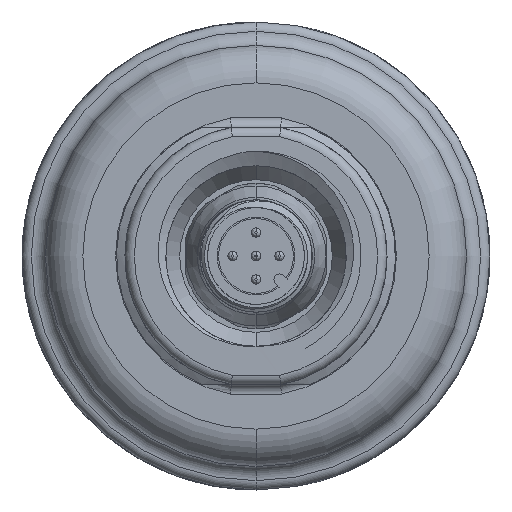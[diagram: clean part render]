
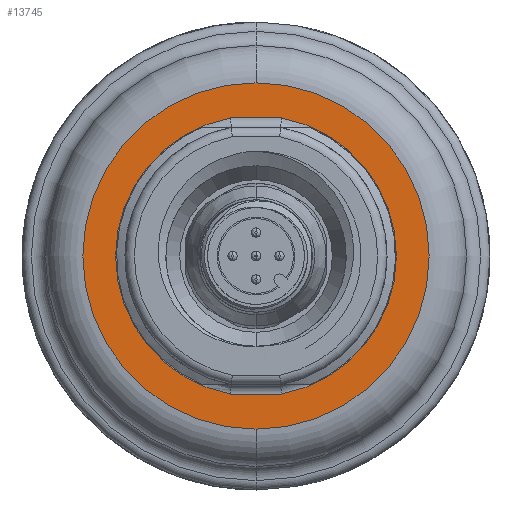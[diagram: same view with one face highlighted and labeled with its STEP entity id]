
A CAD part, front view. The second image highlights one B-rep face of the part: STEP entity #13745.
In plain terms, the highlighted planar face has unit normal (0, -1, 0).
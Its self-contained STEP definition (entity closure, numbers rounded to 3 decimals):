
#2783=CARTESIAN_POINT('',(0.,-102.8,0.));
#2784=DIRECTION('',(0.,-1.,0.));
#2785=DIRECTION('',(0.,0.,-1.));
#2786=AXIS2_PLACEMENT_3D('',#2783,#2784,#2785);
#2788=CARTESIAN_POINT('',(0.,-102.8,0.));
#2789=DIRECTION('',(0.,-1.,0.));
#2790=DIRECTION('',(0.,0.,1.));
#2791=AXIS2_PLACEMENT_3D('',#2788,#2789,#2790);
#2793=CARTESIAN_POINT('',(0.,-102.8,0.));
#2794=DIRECTION('',(0.,-1.,0.));
#2795=DIRECTION('',(-0.182,0.,0.983));
#2796=AXIS2_PLACEMENT_3D('',#2793,#2794,#2795);
#2798=DIRECTION('',(1.,0.,0.));
#2799=VECTOR('',#2798,5.454);
#2800=CARTESIAN_POINT('',(-2.727,-102.8,-14.75));
#2801=LINE('',#2800,#2799);
#2802=CARTESIAN_POINT('',(0.,-102.8,0.));
#2803=DIRECTION('',(0.,-1.,0.));
#2804=DIRECTION('',(0.182,0.,-0.983));
#2805=AXIS2_PLACEMENT_3D('',#2802,#2803,#2804);
#2807=DIRECTION('',(-1.,0.,0.));
#2808=VECTOR('',#2807,5.454);
#2809=CARTESIAN_POINT('',(2.727,-102.8,14.75));
#2810=LINE('',#2809,#2808);
#7782=CARTESIAN_POINT('',(-2.727,-102.8,14.75));
#7783=CARTESIAN_POINT('',(-2.727,-102.8,-14.75));
#7784=VERTEX_POINT('',#7782);
#7785=VERTEX_POINT('',#7783);
#7790=CARTESIAN_POINT('',(2.727,-102.8,-14.75));
#7791=CARTESIAN_POINT('',(2.727,-102.8,14.75));
#7792=VERTEX_POINT('',#7790);
#7793=VERTEX_POINT('',#7791);
#8034=CARTESIAN_POINT('',(0.,-102.8,-18.5));
#8035=CARTESIAN_POINT('',(0.,-102.8,18.5));
#8036=VERTEX_POINT('',#8034);
#8037=VERTEX_POINT('',#8035);
#13725=CARTESIAN_POINT('',(0.,-102.8,0.));
#13726=DIRECTION('',(0.,-1.,0.));
#13727=DIRECTION('',(0.,0.,1.));
#13728=AXIS2_PLACEMENT_3D('',#13725,#13726,#13727);
#13729=PLANE('',#13728);
#13730=ORIENTED_EDGE('',*,*,#13715,.F.);
#13732=ORIENTED_EDGE('',*,*,#13731,.F.);
#13733=EDGE_LOOP('',(#13730,#13732));
#13734=FACE_OUTER_BOUND('',#13733,.F.);
#13736=ORIENTED_EDGE('',*,*,#13735,.T.);
#13738=ORIENTED_EDGE('',*,*,#13737,.T.);
#13740=ORIENTED_EDGE('',*,*,#13739,.T.);
#13742=ORIENTED_EDGE('',*,*,#13741,.T.);
#13743=EDGE_LOOP('',(#13736,#13738,#13740,#13742));
#13744=FACE_BOUND('',#13743,.F.);
#13745=ADVANCED_FACE('',(#13734,#13744),#13729,.T.);
#2787=CIRCLE('',#2786,18.5);
#2792=CIRCLE('',#2791,18.5);
#2797=CIRCLE('',#2796,15.);
#2806=CIRCLE('',#2805,15.);
#13715=EDGE_CURVE('',#8036,#8037,#2787,.T.);
#13731=EDGE_CURVE('',#8037,#8036,#2792,.T.);
#13735=EDGE_CURVE('',#7784,#7785,#2797,.T.);
#13737=EDGE_CURVE('',#7785,#7792,#2801,.T.);
#13739=EDGE_CURVE('',#7792,#7793,#2806,.T.);
#13741=EDGE_CURVE('',#7793,#7784,#2810,.T.);
